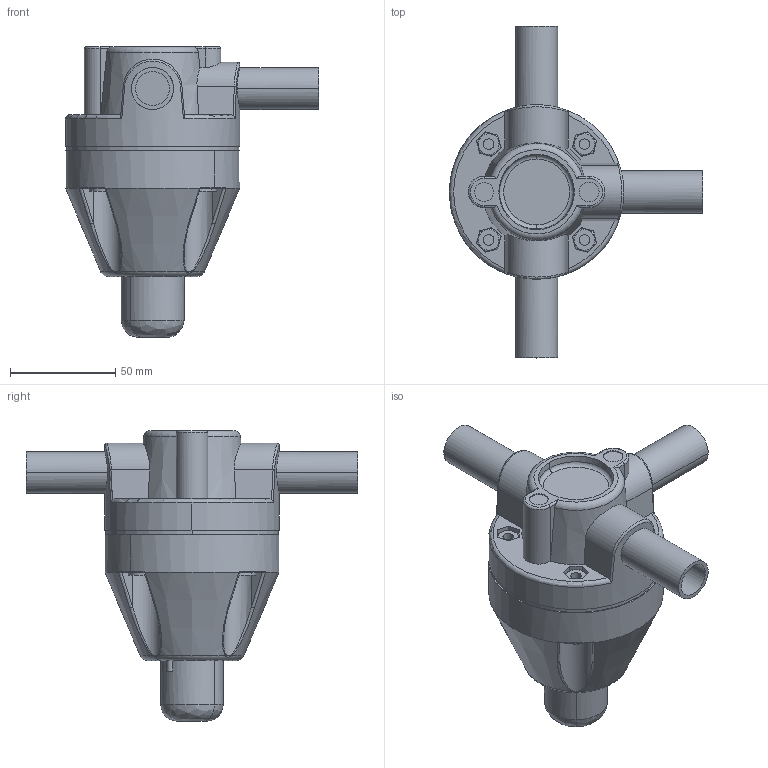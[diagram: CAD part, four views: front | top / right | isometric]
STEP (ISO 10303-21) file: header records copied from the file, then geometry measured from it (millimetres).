
FILE_DESCRIPTION((''),'2;1');
FILE_NAME('KU_V185_PP_DN15_17005445','2019-05-28T',('Kattner'),(''),'PRO/ENGINEER BY PARAMETRIC TECHNOLOGY CORPORATION, 2016360','PRO/ENGINEER BY PARAMETRIC TECHNOLOGY CORPORATION, 2016360','');
FILE_SCHEMA(('AUTOMOTIVE_DESIGN { 1 0 10303 214 1 1 1 1 }'));
Length unit declared in the file: millimetre
Products named in the file (1): KU_V185_PP_DN15_17005445
Bounding box: 120.5 x 158 x 138.5 mm (x, y, z)
Volume: 450482.4 mm3; surface area: 50258.1 mm2
Topology: 1 solids, 1 shells, 233 faces, 588 edges, 385 vertices
Faces by surface type: plane 105, cylinder 56, bspline 27, cone 24, torus 21
Entity records: 10053 total; most frequent: CARTESIAN_POINT 4338, ORIENTED_EDGE 1176, DIRECTION 971, EDGE_CURVE 588, VERTEX_POINT 385, AXIS2_PLACEMENT_3D 384, EDGE_LOOP 261, FACE_OUTER_BOUND 233
